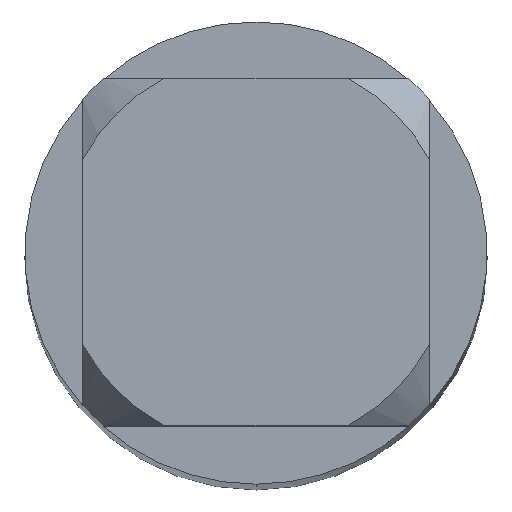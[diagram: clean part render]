
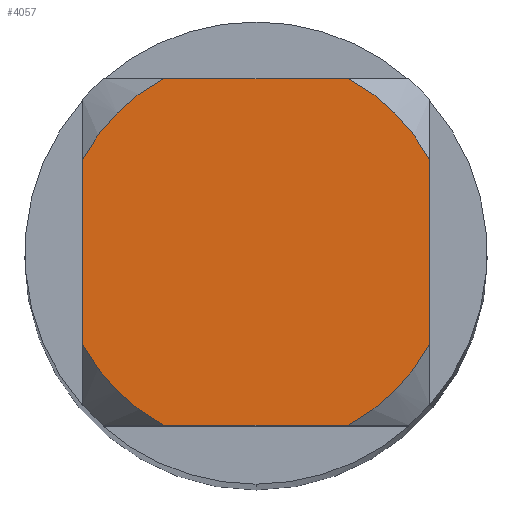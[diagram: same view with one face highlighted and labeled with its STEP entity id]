
A CAD part, top view. The second image highlights one B-rep face of the part: STEP entity #4057.
In plain terms, the highlighted planar face has unit normal (0, 0, 1).
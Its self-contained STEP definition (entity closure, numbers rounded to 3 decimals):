
#1749=EDGE_CURVE('',#4777,#4673,#4979,.T.);
#1801=EDGE_CURVE('',#3957,#4297,#5035,.T.);
#1839=VERTEX_POINT('',#5074);
#2197=EDGE_CURVE('',#3215,#4297,#5472,.T.);
#2497=VERTEX_POINT('',#5798);
#2581=EDGE_CURVE('',#3957,#2601,#5891,.T.);
#2601=VERTEX_POINT('',#5912);
#2703=EDGE_CURVE('',#4777,#2497,#6021,.T.);
#3215=VERTEX_POINT('',#6579);
#3269=EDGE_CURVE('',#1839,#4673,#6637,.T.);
#3957=VERTEX_POINT('',#7392);
#4057=ADVANCED_FACE('',(#7498),#7499,.T.);
#4297=VERTEX_POINT('',#7753);
#4483=EDGE_CURVE('',#3215,#2497,#7956,.T.);
#4673=VERTEX_POINT('',#8159);
#4755=EDGE_CURVE('',#1839,#2601,#8248,.T.);
#4777=VERTEX_POINT('',#8272);
#4979=CIRCLE('',#9190,1.7);
#5035=CIRCLE('',#9484,1.7);
#5074=CARTESIAN_POINT('',(-1.5,0.8,0.0));
#5472=LINE('',#11575,#11576);
#5798=CARTESIAN_POINT('',(0.8,-1.5,0.0));
#5891=LINE('',#14064,#14065);
#5912=CARTESIAN_POINT('',(-0.8,1.5,0.0));
#6021=LINE('',#14657,#14658);
#6579=CARTESIAN_POINT('',(1.5,-0.8,0.0));
#6637=LINE('',#17480,#17481);
#7392=CARTESIAN_POINT('',(0.8,1.5,0.0));
#7498=FACE_OUTER_BOUND('',#22427,.T.);
#7499=PLANE('',#22428);
#7753=CARTESIAN_POINT('',(1.5,0.8,0.0));
#7956=CIRCLE('',#24628,1.7);
#8159=CARTESIAN_POINT('',(-1.5,-0.8,0.0));
#8248=CIRCLE('',#25804,1.7);
#8272=CARTESIAN_POINT('',(-0.8,-1.5,0.0));
#9190=AXIS2_PLACEMENT_3D('',#26388,#26389,#26390);
#9484=AXIS2_PLACEMENT_3D('',#26439,#26440,#26441);
#11575=CARTESIAN_POINT('',(1.5,0.425,0.0));
#11576=VECTOR('',#26902,1.0);
#14064=CARTESIAN_POINT('',(0.0,1.5,0.0));
#14065=VECTOR('',#27357,1.0);
#14657=CARTESIAN_POINT('',(0.0,-1.5,0.0));
#14658=VECTOR('',#27471,1.0);
#17480=CARTESIAN_POINT('',(-1.5,0.425,0.0));
#17481=VECTOR('',#28050,1.0);
#22427=EDGE_LOOP('',(#28904,#28905,#28906,#28907,#28908,#28909,#28910,#28911));
#22428=AXIS2_PLACEMENT_3D('',#28912,#28913,#28914);
#24628=AXIS2_PLACEMENT_3D('',#29389,#29390,#29391);
#25804=AXIS2_PLACEMENT_3D('',#29634,#29635,#29636);
#26388=CARTESIAN_POINT('',(0.0,0.0,0.0));
#26389=DIRECTION('',(0.0,0.0,-1.0));
#26390=DIRECTION('',(0.0,1.0,0.0));
#26439=CARTESIAN_POINT('',(0.0,0.0,0.0));
#26440=DIRECTION('',(0.0,0.0,-1.0));
#26441=DIRECTION('',(0.0,1.0,0.0));
#26902=DIRECTION('',(-0.0,1.0,0.0));
#27357=DIRECTION('',(-1.0,0.0,0.0));
#27471=DIRECTION('',(1.0,0.0,0.0));
#28050=DIRECTION('',(-0.0,-1.0,0.0));
#28904=ORIENTED_EDGE('',*,*,#3269,.T.);
#28905=ORIENTED_EDGE('',*,*,#1749,.F.);
#28906=ORIENTED_EDGE('',*,*,#2703,.T.);
#28907=ORIENTED_EDGE('',*,*,#4483,.F.);
#28908=ORIENTED_EDGE('',*,*,#2197,.T.);
#28909=ORIENTED_EDGE('',*,*,#1801,.F.);
#28910=ORIENTED_EDGE('',*,*,#2581,.T.);
#28911=ORIENTED_EDGE('',*,*,#4755,.F.);
#28912=CARTESIAN_POINT('',(0.0,0.85,0.0));
#28913=DIRECTION('',(-0.0,0.0,1.0));
#28914=DIRECTION('',(0.0,-1.0,0.0));
#29389=CARTESIAN_POINT('',(0.0,0.0,0.0));
#29390=DIRECTION('',(0.0,0.0,-1.0));
#29391=DIRECTION('',(0.0,1.0,0.0));
#29634=CARTESIAN_POINT('',(0.0,0.0,0.0));
#29635=DIRECTION('',(0.0,0.0,-1.0));
#29636=DIRECTION('',(0.0,1.0,0.0));
